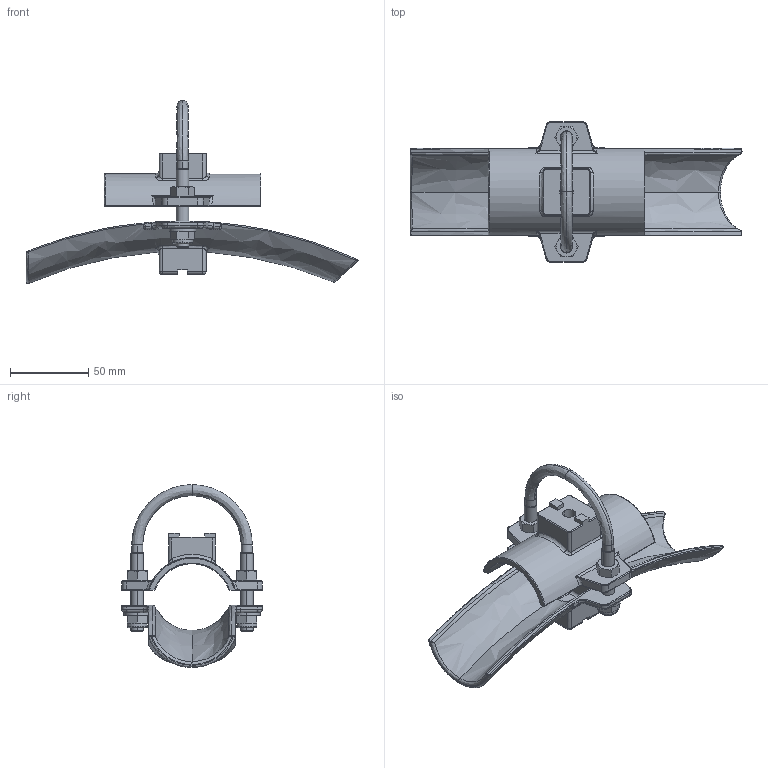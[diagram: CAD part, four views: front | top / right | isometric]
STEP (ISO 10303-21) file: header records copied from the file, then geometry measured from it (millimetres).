
FILE_DESCRIPTION (( 'STEP AP214' ), '1' );
FILE_NAME ('0020340.step', '2022-08-05T12:24:40', ( '' ), ( '' ), 'SwSTEP 2.0', 'SolidWorks 2020', '' );
FILE_SCHEMA (( 'AUTOMOTIVE_DESIGN' ));
Length unit declared in the file: millimetre
Products named in the file (1): 0020340
Bounding box: 212.08 x 90 x 116.8 mm (x, y, z)
Volume: 117561.3 mm3; surface area: 62260.2 mm2
Topology: 1 solids, 3 shells, 479 faces, 1141 edges, 658 vertices
Faces by surface type: bspline 162, cylinder 142, plane 107, cone 68
Entity records: 21969 total; most frequent: CARTESIAN_POINT 10429, ORIENTED_EDGE 2236, DIRECTION 1782, EDGE_CURVE 1118, AXIS2_PLACEMENT_3D 736, VERTEX_POINT 658, EDGE_LOOP 512, FACE_OUTER_BOUND 479
